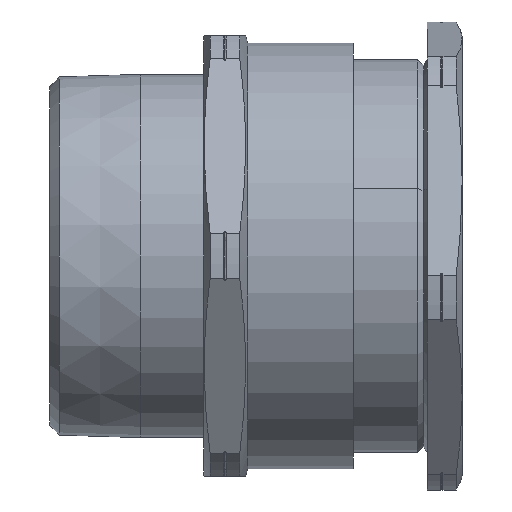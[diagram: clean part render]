
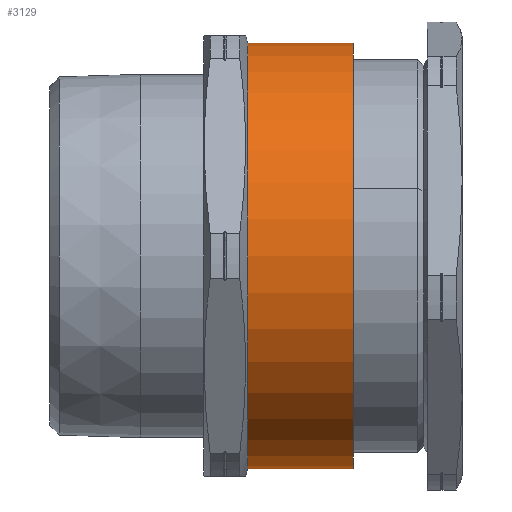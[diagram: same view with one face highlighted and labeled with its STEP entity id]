
A CAD part, front view. The second image highlights one B-rep face of the part: STEP entity #3129.
In plain terms, the highlighted cylindrical face has radius 59.5 mm (diameter 119 mm), a partial arc.
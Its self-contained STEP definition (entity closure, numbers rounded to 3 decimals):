
#12 = AXIS2_PLACEMENT_3D ( 'NONE', #1883, #1352, #3238 ) ;
#28 = CIRCLE ( 'NONE', #12, 59.5 ) ;
#54 = CARTESIAN_POINT ( 'NONE',  ( 84.8, 0., 0. ) ) ;
#145 = VERTEX_POINT ( 'NONE', #1958 ) ;
#318 = CARTESIAN_POINT ( 'NONE',  ( 84.8, 0., -59.5 ) ) ;
#322 = ORIENTED_EDGE ( 'NONE', *, *, #1170, .T. ) ;
#657 = DIRECTION ( 'NONE',  ( 1., 0., 0. ) ) ;
#674 = ORIENTED_EDGE ( 'NONE', *, *, #1672, .F. ) ;
#863 = LINE ( 'NONE', #2290, #2959 ) ;
#1170 = EDGE_CURVE ( 'NONE', #1930, #1970, #28, .T. ) ;
#1210 = EDGE_LOOP ( 'NONE', ( #2918, #322, #3503, #674 ) ) ;
#1249 = DIRECTION ( 'NONE',  ( 1., 0., 0. ) ) ;
#1352 = DIRECTION ( 'NONE',  ( 1., 0., 0. ) ) ;
#1552 = CARTESIAN_POINT ( 'NONE',  ( 84.8, 0., 0. ) ) ;
#1672 = EDGE_CURVE ( 'NONE', #1777, #145, #2045, .T. ) ;
#1752 = FACE_OUTER_BOUND ( 'NONE', #1210, .T. ) ;
#1777 = VERTEX_POINT ( 'NONE', #2394 ) ;
#1829 = CYLINDRICAL_SURFACE ( 'NONE', #2234, 59.5 ) ;
#1883 = CARTESIAN_POINT ( 'NONE',  ( 55.3, 0., 0. ) ) ;
#1930 = VERTEX_POINT ( 'NONE', #2996 ) ;
#1958 = CARTESIAN_POINT ( 'NONE',  ( 84.8, 0., -59.5 ) ) ;
#1970 = VERTEX_POINT ( 'NONE', #3481 ) ;
#2030 = DIRECTION ( 'NONE',  ( 1., 0., 0. ) ) ;
#2045 = CIRCLE ( 'NONE', #2354, 59.5 ) ;
#2234 = AXIS2_PLACEMENT_3D ( 'NONE', #54, #657, #2598 ) ;
#2290 = CARTESIAN_POINT ( 'NONE',  ( 84.8, 0., 59.5 ) ) ;
#2354 = AXIS2_PLACEMENT_3D ( 'NONE', #1552, #1249, #3433 ) ;
#2394 = CARTESIAN_POINT ( 'NONE',  ( 84.8, 0., 59.5 ) ) ;
#2598 = DIRECTION ( 'NONE',  ( 0., 0., -1. ) ) ;
#2676 = LINE ( 'NONE', #318, #2922 ) ;
#2918 = ORIENTED_EDGE ( 'NONE', *, *, #3079, .F. ) ;
#2922 = VECTOR ( 'NONE', #3394, 1000. ) ;
#2959 = VECTOR ( 'NONE', #2030, 1000. ) ;
#2996 = CARTESIAN_POINT ( 'NONE',  ( 55.3, 0., 59.5 ) ) ;
#3038 = EDGE_CURVE ( 'NONE', #1970, #145, #2676, .T. ) ;
#3079 = EDGE_CURVE ( 'NONE', #1930, #1777, #863, .T. ) ;
#3129 = ADVANCED_FACE ( 'NONE', ( #1752 ), #1829, .T. ) ;
#3238 = DIRECTION ( 'NONE',  ( 0., 0., -1. ) ) ;
#3394 = DIRECTION ( 'NONE',  ( 1., 0., 0. ) ) ;
#3433 = DIRECTION ( 'NONE',  ( 0., 0., -1. ) ) ;
#3481 = CARTESIAN_POINT ( 'NONE',  ( 55.3, 0., -59.5 ) ) ;
#3503 = ORIENTED_EDGE ( 'NONE', *, *, #3038, .T. ) ;
